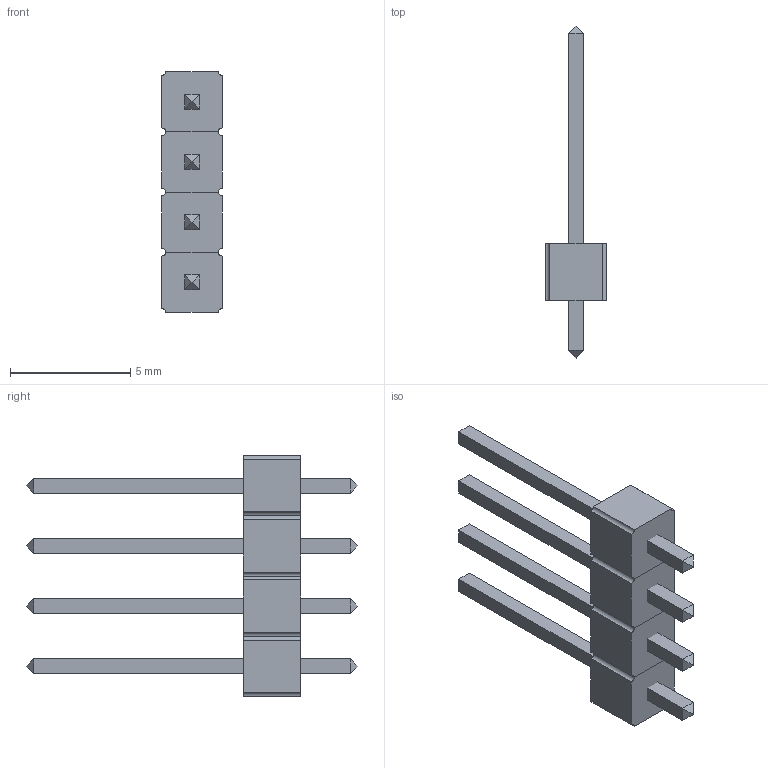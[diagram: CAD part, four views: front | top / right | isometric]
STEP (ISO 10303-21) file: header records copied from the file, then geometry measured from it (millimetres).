
FILE_DESCRIPTION(/* description */ (''),/* implementation_level */ '2;1');
FILE_NAME(/* name */ '4 pin header male point 100 pitch.step',/* time_stamp */ '2020-09-03T09:25:52-05:00',/* author */ (''),/* organization */ (''),/* preprocessor_version */ 'ST-DEVELOPER v18.1',/* originating_system */ 'Autodesk Translation Framework v9.3.0.1241',/* authorisation */ '');
FILE_SCHEMA (('AUTOMOTIVE_DESIGN { 1 0 10303 214 3 1 1 }'));
Length unit declared in the file: millimetre
Products named in the file (1): 4 pin header male point 100 pitch
Bounding box: 2.5 x 13.78 x 10 mm (x, y, z)
Volume: 79.3 mm3; surface area: 279.9 mm2
Topology: 12 solids, 12 shells, 112 faces, 224 edges, 136 vertices
Faces by surface type: plane 96, cylinder 16
Entity records: 2940 total; most frequent: DIRECTION 482, CARTESIAN_POINT 473, ORIENTED_EDGE 448, EDGE_CURVE 224, LINE 192, VECTOR 192, AXIS2_PLACEMENT_3D 145, VERTEX_POINT 136
